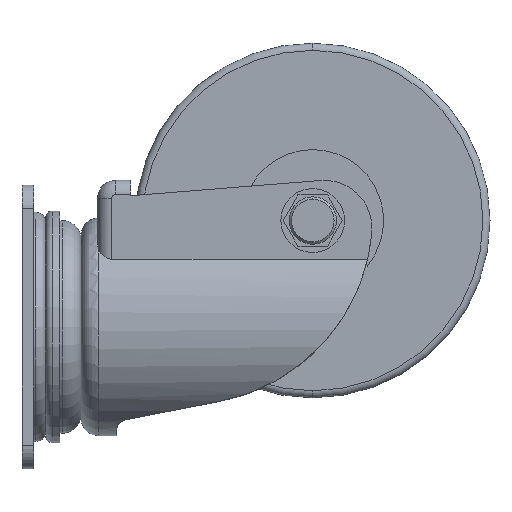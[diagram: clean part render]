
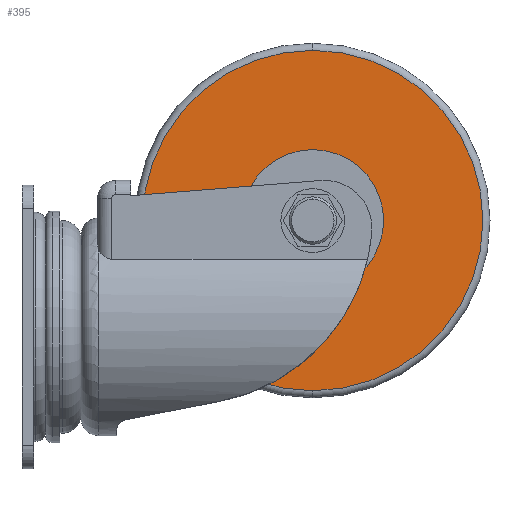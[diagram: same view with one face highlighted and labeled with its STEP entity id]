
A CAD part, left-side view. The second image highlights one B-rep face of the part: STEP entity #395.
In plain terms, the highlighted planar face has unit normal (-1, 0, 0).
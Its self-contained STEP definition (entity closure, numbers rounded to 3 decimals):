
#11 = CIRCLE ( 'NONE', #15, 30. ) ;
#15 = AXIS2_PLACEMENT_3D ( 'NONE', #2800, #2801, #2802 ) ;
#130 = EDGE_CURVE ( 'NONE', #2372, #2367, #709, .T. ) ;
#177 = CARTESIAN_POINT ( 'NONE',  ( -25., -123., 117. ) ) ;
#189 = CARTESIAN_POINT ( 'NONE',  ( -25., -123., 75. ) ) ;
#223 = CARTESIAN_POINT ( 'NONE',  ( -25., -123., -27. ) ) ;
#259 = CARTESIAN_POINT ( 'NONE',  ( -25., -123., 15. ) ) ;
#382 = EDGE_CURVE ( 'NONE', #2350, #2351, #1764, .T. ) ;
#395 = ADVANCED_FACE ( 'NONE', ( #2115, #2119 ), #1459, .F. ) ;
#709 = CIRCLE ( 'NONE', #1756, 72. ) ;
#847 = CARTESIAN_POINT ( 'NONE',  ( -25., -123., 45. ) ) ;
#859 = DIRECTION ( 'NONE',  ( 0., 0., 1. ) ) ;
#891 = DIRECTION ( 'NONE',  ( -1., 0., 0. ) ) ;
#1409 = DIRECTION ( 'NONE',  ( 1., 0., 0. ) ) ;
#1410 = DIRECTION ( 'NONE',  ( -1., 0., 0. ) ) ;
#1420 = CARTESIAN_POINT ( 'NONE',  ( -25., -123., 45. ) ) ;
#1459 = PLANE ( 'NONE',  #1792 ) ;
#1476 = CARTESIAN_POINT ( 'NONE',  ( -25., -93., 45. ) ) ;
#1487 = DIRECTION ( 'NONE',  ( 0., 0., 1. ) ) ;
#1497 = DIRECTION ( 'NONE',  ( 0., 0., -1. ) ) ;
#1619 = CARTESIAN_POINT ( 'NONE',  ( -25., -123., 45. ) ) ;
#1631 = DIRECTION ( 'NONE',  ( -1., 0., 0. ) ) ;
#1670 = DIRECTION ( 'NONE',  ( 0., 0., 1. ) ) ;
#1756 = AXIS2_PLACEMENT_3D ( 'NONE', #1619, #1631, #1670 ) ;
#1764 = CIRCLE ( 'NONE', #1778, 30. ) ;
#1778 = AXIS2_PLACEMENT_3D ( 'NONE', #1420, #1410, #1487 ) ;
#1792 = AXIS2_PLACEMENT_3D ( 'NONE', #1476, #1409, #1497 ) ;
#1985 = ORIENTED_EDGE ( 'NONE', *, *, #3140, .F. ) ;
#1986 = ORIENTED_EDGE ( 'NONE', *, *, #382, .F. ) ;
#1987 = ORIENTED_EDGE ( 'NONE', *, *, #3049, .T. ) ;
#1988 = ORIENTED_EDGE ( 'NONE', *, *, #130, .T. ) ;
#2115 = FACE_BOUND ( 'NONE', #2285, .T. ) ;
#2119 = FACE_OUTER_BOUND ( 'NONE', #2279, .T. ) ;
#2279 = EDGE_LOOP ( 'NONE', ( #1988, #1987 ) ) ;
#2285 = EDGE_LOOP ( 'NONE', ( #1985, #1986 ) ) ;
#2350 = VERTEX_POINT ( 'NONE', #259 ) ;
#2351 = VERTEX_POINT ( 'NONE', #189 ) ;
#2367 = VERTEX_POINT ( 'NONE', #223 ) ;
#2372 = VERTEX_POINT ( 'NONE', #177 ) ;
#2517 = AXIS2_PLACEMENT_3D ( 'NONE', #847, #891, #859 ) ;
#2521 = CIRCLE ( 'NONE', #2517, 72. ) ;
#2800 = CARTESIAN_POINT ( 'NONE',  ( -25., -123., 45. ) ) ;
#2801 = DIRECTION ( 'NONE',  ( -1., 0., 0. ) ) ;
#2802 = DIRECTION ( 'NONE',  ( 0., 0., 1. ) ) ;
#3049 = EDGE_CURVE ( 'NONE', #2367, #2372, #2521, .T. ) ;
#3140 = EDGE_CURVE ( 'NONE', #2351, #2350, #11, .T. ) ;
